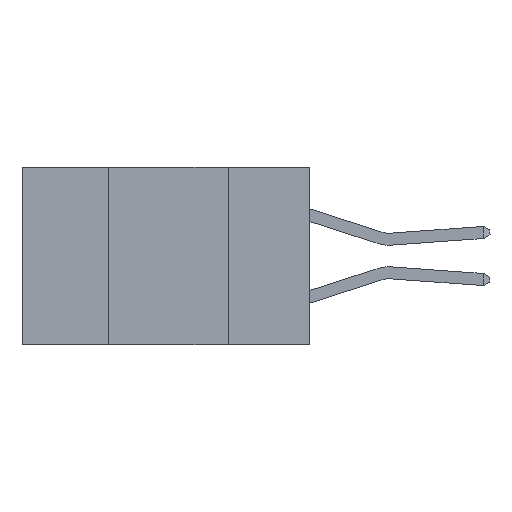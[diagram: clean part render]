
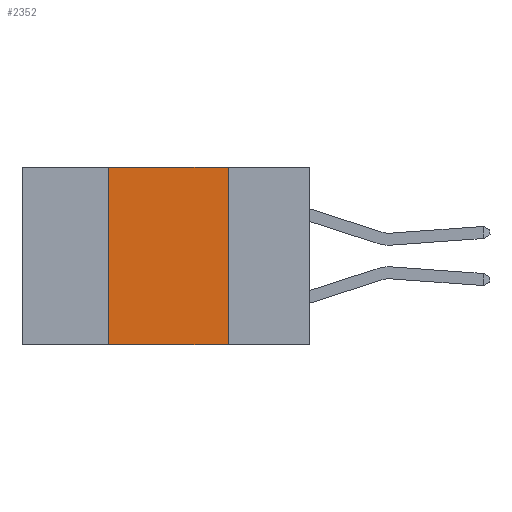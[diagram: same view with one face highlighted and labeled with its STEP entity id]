
A CAD part, left-side view. The second image highlights one B-rep face of the part: STEP entity #2352.
In plain terms, the highlighted planar face has unit normal (-1, 0, 0).
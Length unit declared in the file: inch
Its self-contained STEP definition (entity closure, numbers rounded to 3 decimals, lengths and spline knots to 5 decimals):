
#79 = DIRECTION ( 'NONE',  ( 1., 0., 0. ) ) ;
#109 = ORIENTED_EDGE ( 'NONE', *, *, #1704, .F. ) ;
#115 = DIRECTION ( 'NONE',  ( 0., 0., -1. ) ) ;
#202 = DIRECTION ( 'NONE',  ( 0., 0., 1. ) ) ;
#230 = CARTESIAN_POINT ( 'NONE',  ( 0., 0.17, -0.37 ) ) ;
#732 = VECTOR ( 'NONE', #3158, 39.37008 ) ;
#742 = LINE ( 'NONE', #8445, #9482 ) ;
#1035 = VECTOR ( 'NONE', #9257, 39.37008 ) ;
#1352 = EDGE_CURVE ( 'NONE', #7458, #9713, #742, .T. ) ;
#1689 = EDGE_CURVE ( 'NONE', #9713, #10605, #6170, .T. ) ;
#1704 = EDGE_CURVE ( 'NONE', #9048, #7458, #5908, .T. ) ;
#1706 = EDGE_CURVE ( 'NONE', #9048, #10605, #3553, .T. ) ;
#2297 = FACE_OUTER_BOUND ( 'NONE', #8846, .T. ) ;
#2352 = ADVANCED_FACE ( 'NONE', ( #2297 ), #3882, .F. ) ;
#3158 = DIRECTION ( 'NONE',  ( 0., -1., 0. ) ) ;
#3553 = LINE ( 'NONE', #9769, #732 ) ;
#3863 = VECTOR ( 'NONE', #202, 39.37008 ) ;
#3882 = PLANE ( 'NONE',  #6032 ) ;
#4799 = ORIENTED_EDGE ( 'NONE', *, *, #1352, .F. ) ;
#5908 = LINE ( 'NONE', #9833, #3863 ) ;
#6032 = AXIS2_PLACEMENT_3D ( 'NONE', #7661, #79, #115 ) ;
#6170 = LINE ( 'NONE', #8641, #1035 ) ;
#7146 = ORIENTED_EDGE ( 'NONE', *, *, #1706, .T. ) ;
#7197 = DIRECTION ( 'NONE',  ( 0., -1., 0. ) ) ;
#7458 = VERTEX_POINT ( 'NONE', #9418 ) ;
#7661 = CARTESIAN_POINT ( 'NONE',  ( 0., 0.6, 0. ) ) ;
#8445 = CARTESIAN_POINT ( 'NONE',  ( 0., 0.6, 0. ) ) ;
#8641 = CARTESIAN_POINT ( 'NONE',  ( 0., 0.17, 0. ) ) ;
#8846 = EDGE_LOOP ( 'NONE', ( #10619, #4799, #109, #7146 ) ) ;
#9048 = VERTEX_POINT ( 'NONE', #10512 ) ;
#9158 = CARTESIAN_POINT ( 'NONE',  ( 0., 0.17, 0. ) ) ;
#9257 = DIRECTION ( 'NONE',  ( 0., 0., -1. ) ) ;
#9418 = CARTESIAN_POINT ( 'NONE',  ( 0., 0.42, 0. ) ) ;
#9482 = VECTOR ( 'NONE', #7197, 39.37008 ) ;
#9713 = VERTEX_POINT ( 'NONE', #9158 ) ;
#9769 = CARTESIAN_POINT ( 'NONE',  ( 0., 0.6, -0.37 ) ) ;
#9833 = CARTESIAN_POINT ( 'NONE',  ( 0., 0.42, 0. ) ) ;
#10512 = CARTESIAN_POINT ( 'NONE',  ( 0., 0.42, -0.37 ) ) ;
#10605 = VERTEX_POINT ( 'NONE', #230 ) ;
#10619 = ORIENTED_EDGE ( 'NONE', *, *, #1689, .F. ) ;
